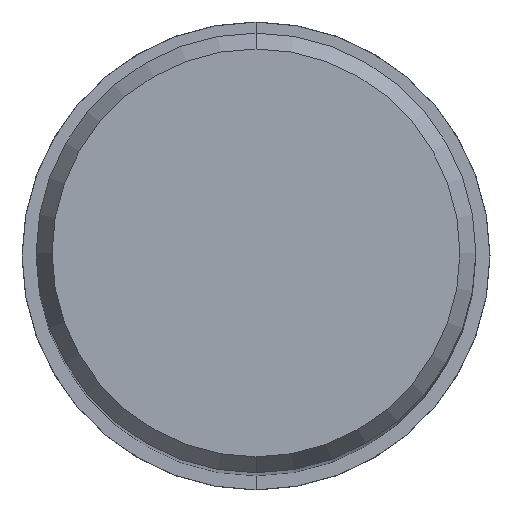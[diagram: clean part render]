
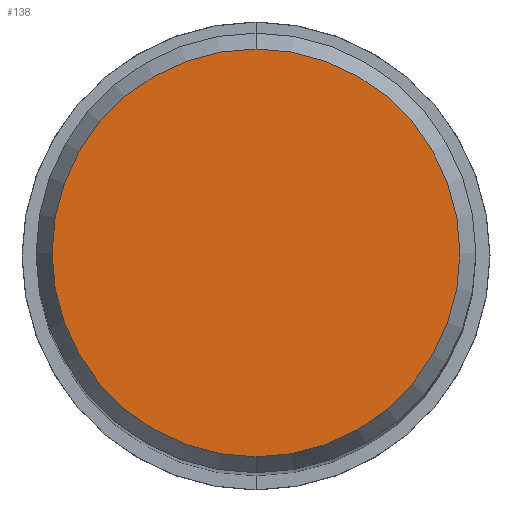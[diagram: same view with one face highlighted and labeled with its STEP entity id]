
A CAD part, top view. The second image highlights one B-rep face of the part: STEP entity #138.
In plain terms, the highlighted planar face has unit normal (0, 0, 1).
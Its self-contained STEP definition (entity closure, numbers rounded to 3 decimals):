
#108=EDGE_CURVE('',#152,#156,#224,.T.);
#126=EDGE_CURVE('',#156,#152,#247,.T.);
#138=ADVANCED_FACE('',(#259),#260,.T.);
#152=VERTEX_POINT('',#275);
#156=VERTEX_POINT('',#280);
#224=CIRCLE('',#353,5.892);
#247=CIRCLE('',#380,5.892);
#259=FACE_OUTER_BOUND('',#395,.T.);
#260=PLANE('',#396);
#275=CARTESIAN_POINT('',(0.0,5.892,0.01));
#280=CARTESIAN_POINT('',(0.,-5.892,0.01));
#353=AXIS2_PLACEMENT_3D('',#482,#483,#484);
#380=AXIS2_PLACEMENT_3D('',#519,#520,#521);
#395=EDGE_LOOP('',(#531,#532));
#396=AXIS2_PLACEMENT_3D('',#533,#534,#535);
#482=CARTESIAN_POINT('',(0.0,0.0,0.01));
#483=DIRECTION('',(0.0,0.0,-1.0));
#484=DIRECTION('',(0.0,1.0,0.0));
#519=CARTESIAN_POINT('',(0.0,0.0,0.01));
#520=DIRECTION('',(0.0,0.0,-1.0));
#521=DIRECTION('',(0.0,1.0,0.0));
#531=ORIENTED_EDGE('',*,*,#108,.F.);
#532=ORIENTED_EDGE('',*,*,#126,.F.);
#533=CARTESIAN_POINT('',(0.0,2.946,0.01));
#534=DIRECTION('',(-0.0,0.0,1.0));
#535=DIRECTION('',(0.0,-1.0,0.0));
